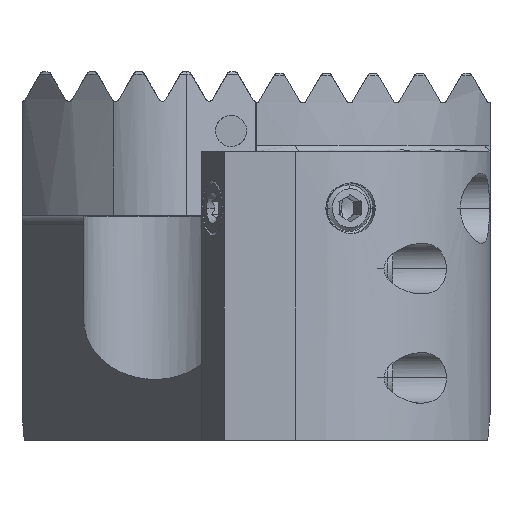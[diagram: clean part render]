
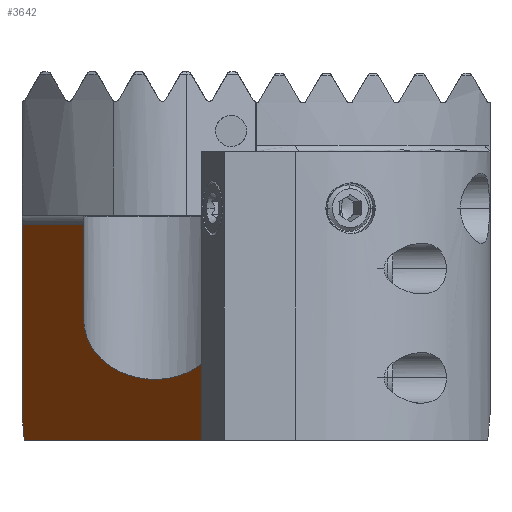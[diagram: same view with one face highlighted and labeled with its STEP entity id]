
A CAD part, left-side view. The second image highlights one B-rep face of the part: STEP entity #3642.
In plain terms, the highlighted planar face has unit normal (-0.643, 0, -0.766).
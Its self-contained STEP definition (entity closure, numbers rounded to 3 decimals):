
#3218=VERTEX_POINT('NONE',#8926);
#3366=VERTEX_POINT('NONE',#9091);
#3642=ADVANCED_FACE('NONE',(#9397),#9398,.F.);
#3874=VERTEX_POINT('NONE',#9662);
#4626=EDGE_CURVE('NONE',#3874,#3366,#10479,.T.);
#4652=VERTEX_POINT('NONE',#10508);
#4752=VERTEX_POINT('NONE',#10614);
#4812=EDGE_CURVE('NONE',#7124,#4752,#10679,.T.);
#5116=EDGE_CURVE('NONE',#3218,#5464,#11023,.T.);
#5464=VERTEX_POINT('NONE',#11417);
#5636=VERTEX_POINT('NONE',#11606);
#5966=EDGE_CURVE('NONE',#4752,#3218,#11970,.T.);
#6504=EDGE_CURVE('NONE',#3874,#7332,#12563,.T.);
#6736=EDGE_CURVE('NONE',#7124,#4652,#12813,.T.);
#7124=VERTEX_POINT('NONE',#13242);
#7332=VERTEX_POINT('NONE',#13468);
#7374=EDGE_CURVE('NONE',#5636,#5464,#13515,.T.);
#7596=EDGE_CURVE('NONE',#3366,#5636,#13762,.T.);
#8062=EDGE_CURVE('NONE',#7332,#4652,#14277,.T.);
#8926=CARTESIAN_POINT('',(2.212,53.038,-0.231));
#9091=CARTESIAN_POINT('',(16.818,26.963,-12.487));
#9397=FACE_OUTER_BOUND('',#16274,.T.);
#9398=PLANE('',#16275);
#9662=CARTESIAN_POINT('',(2.212,26.963,-0.231));
#10479=LINE('',#18230,#18231);
#10508=CARTESIAN_POINT('',(35.2,23.138,-27.911));
#10614=CARTESIAN_POINT('',(31.318,53.038,-24.654));
#10679=(B_SPLINE_CURVE(3,(#18578,#18579,#18580,#18581),.UNSPECIFIED.,.F.,.F.)B_SPLINE_CURVE_WITH_KNOTS((4,4),(1.415,1.571),.UNSPECIFIED.)RATIONAL_B_SPLINE_CURVE((1.0,0.998,0.998,1.0))BOUNDED_CURVE()REPRESENTATION_ITEM('')GEOMETRIC_REPRESENTATION_ITEM()CURVE());
#11023=LINE('',#19219,#19220);
#11417=CARTESIAN_POINT('',(2.212,45.113,-0.231));
#11606=CARTESIAN_POINT('',(16.818,45.113,-12.487));
#11970=LINE('',#20878,#20879);
#12563=LINE('',#21995,#21996);
#12813=LINE('',#22450,#22451);
#13242=CARTESIAN_POINT('',(35.2,52.735,-27.911));
#13468=CARTESIAN_POINT('',(2.212,23.138,-0.231));
#13515=LINE('',#23742,#23743);
#13762=(B_SPLINE_CURVE(3,(#24199,#24200,#24201,#24202),.UNSPECIFIED.,.F.,.F.)B_SPLINE_CURVE_WITH_KNOTS((4,4),(4.712,7.854),.UNSPECIFIED.)RATIONAL_B_SPLINE_CURVE((1.0,0.333,0.333,1.0))BOUNDED_CURVE()REPRESENTATION_ITEM('')GEOMETRIC_REPRESENTATION_ITEM()CURVE());
#14277=LINE('',#25082,#25083);
#16274=EDGE_LOOP('',(#27035,#27036,#27037,#27038,#27039,#27040,#27041,#27042,#27043));
#16275=AXIS2_PLACEMENT_3D('',#27044,#27045,#27046);
#18230=CARTESIAN_POINT('',(2.212,26.963,-0.231));
#18231=VECTOR('',#28206,1000.0);
#18578=CARTESIAN_POINT('',(35.2,52.735,-27.911));
#18579=CARTESIAN_POINT('',(33.915,52.937,-26.833));
#18580=CARTESIAN_POINT('',(32.619,53.038,-25.745));
#18581=CARTESIAN_POINT('',(31.318,53.038,-24.654));
#19219=CARTESIAN_POINT('',(2.212,53.038,-0.231));
#19220=VECTOR('',#28849,1000.0);
#20878=CARTESIAN_POINT('',(2.212,53.038,-0.231));
#20879=VECTOR('',#29938,1000.0);
#21995=CARTESIAN_POINT('',(2.212,53.038,-0.231));
#21996=VECTOR('',#30571,1000.0);
#22450=CARTESIAN_POINT('',(35.2,55.138,-27.911));
#22451=VECTOR('',#30803,1000.0);
#23742=CARTESIAN_POINT('',(2.212,45.113,-0.231));
#23743=VECTOR('',#31559,1000.0);
#24199=CARTESIAN_POINT('',(16.818,26.963,-12.487));
#24200=CARTESIAN_POINT('',(34.968,26.963,-27.716));
#24201=CARTESIAN_POINT('',(34.968,45.113,-27.716));
#24202=CARTESIAN_POINT('',(16.818,45.113,-12.487));
#25082=CARTESIAN_POINT('',(24.228,23.138,-18.704));
#25083=VECTOR('',#32426,1000.0);
#27035=ORIENTED_EDGE('',*,*,#6504,.F.);
#27036=ORIENTED_EDGE('',*,*,#4626,.T.);
#27037=ORIENTED_EDGE('',*,*,#7596,.T.);
#27038=ORIENTED_EDGE('',*,*,#7374,.T.);
#27039=ORIENTED_EDGE('',*,*,#5116,.F.);
#27040=ORIENTED_EDGE('',*,*,#5966,.F.);
#27041=ORIENTED_EDGE('',*,*,#4812,.F.);
#27042=ORIENTED_EDGE('',*,*,#6736,.T.);
#27043=ORIENTED_EDGE('',*,*,#8062,.F.);
#27044=CARTESIAN_POINT('',(2.212,53.038,-0.231));
#27045=DIRECTION('',(0.643,0.,0.766));
#27046=DIRECTION('',(0.766,0.,-0.643));
#28206=DIRECTION('',(0.766,0.,-0.643));
#28849=DIRECTION('',(0.,-1.0,0.));
#29938=DIRECTION('',(-0.766,0.,0.643));
#30571=DIRECTION('',(0.,-1.0,0.));
#30803=DIRECTION('',(0.,-1.0,0.));
#31559=DIRECTION('',(-0.766,0.,0.643));
#32426=DIRECTION('',(0.766,0.,-0.643));
